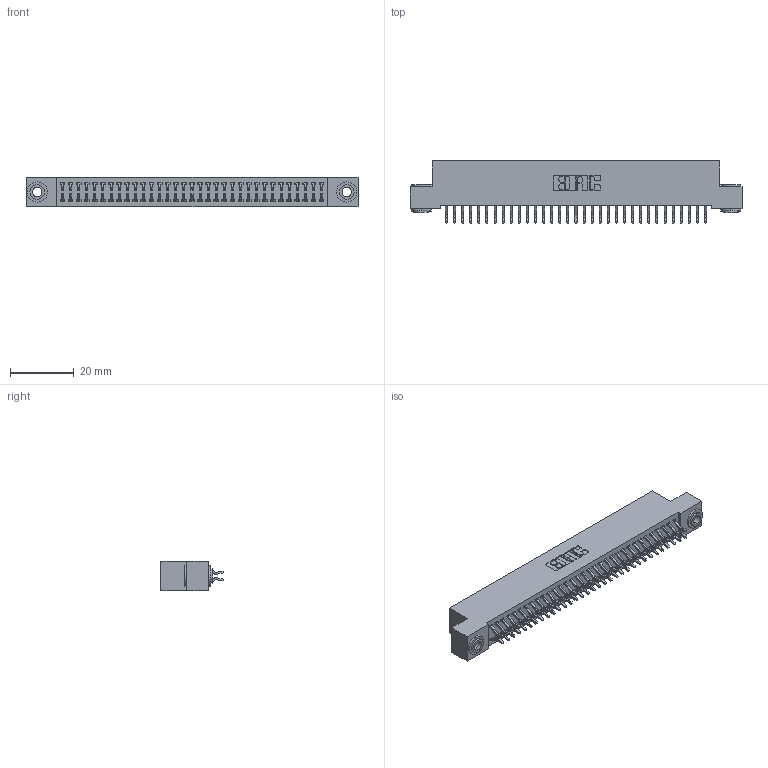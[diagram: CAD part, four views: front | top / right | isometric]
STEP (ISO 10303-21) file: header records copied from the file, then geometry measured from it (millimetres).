
FILE_DESCRIPTION (( 'STEP AP203' ), '1' );
FILE_NAME ('342-066-556-203.STEP', '2019-10-03T15:05:40', ( '' ), ( '' ), 'SwSTEP 2.0', 'SolidWorks 2016', '' );
FILE_SCHEMA (( 'CONFIG_CONTROL_DESIGN' ));
Length unit declared in the file: inch
Products named in the file (4): 342 Part_.156 TH; 345-292-001_556 Tail; 342-250-002_345-250-002-102; 342-066-556-203
Assembly tree (69 placements, depth 2):
  342-066-556-203
    342 Part_.156 TH
    345-292-001_556 Tail  x66
    342-250-002_345-250-002-102  x2
Bounding box: 104.14 x 19.58 x 9.4 mm (x, y, z)
Volume: 9335.5 mm3; surface area: 15124.2 mm2
Topology: 69 solids, 69 shells, 3976 faces, 11793 edges, 7770 vertices
Faces by surface type: plane 2716, cylinder 1252, cone 8
Entity records: 23132 total; most frequent: CARTESIAN_POINT 3833, ORIENTED_EDGE 3750, DIRECTION 3313, EDGE_CURVE 1875, LINE 1715, VECTOR 1715, VERTEX_POINT 1246, AXIS2_PLACEMENT_3D 799
